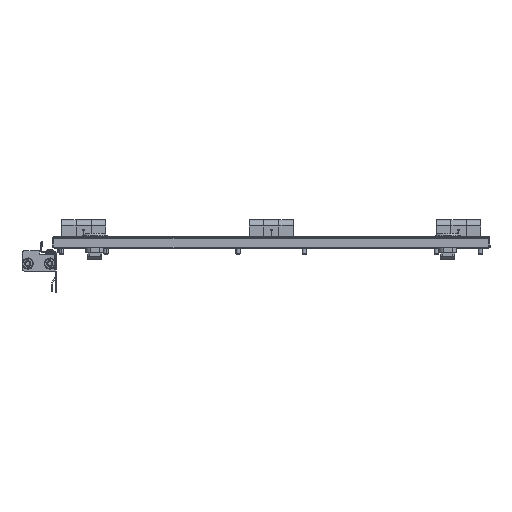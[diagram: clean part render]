
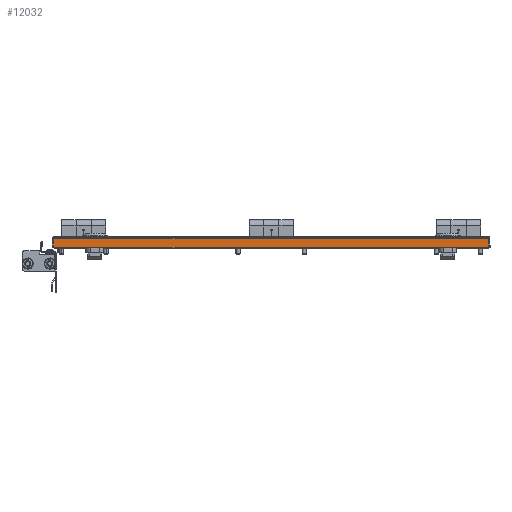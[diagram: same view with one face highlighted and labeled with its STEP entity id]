
A CAD part, left-side view. The second image highlights one B-rep face of the part: STEP entity #12032.
In plain terms, the highlighted planar face has unit normal (-1, 0, 0).
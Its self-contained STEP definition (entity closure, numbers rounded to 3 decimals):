
#193 = VERTEX_POINT ( 'NONE', #24490 ) ;
#343 = DIRECTION ( 'NONE',  ( 1., 0., 0. ) ) ;
#1062 = ORIENTED_EDGE ( 'NONE', *, *, #38853, .T. ) ;
#1283 = DIRECTION ( 'NONE',  ( 0., 0., -1. ) ) ;
#1628 = LINE ( 'NONE', #61640, #10856 ) ;
#3086 = EDGE_CURVE ( 'NONE', #57079, #193, #18994, .T. ) ;
#3338 = CARTESIAN_POINT ( 'NONE',  ( -389.25, 246.528, 0. ) ) ;
#3492 = VERTEX_POINT ( 'NONE', #65810 ) ;
#6453 = PLANE ( 'NONE',  #25404 ) ;
#9196 = FACE_OUTER_BOUND ( 'NONE', #47239, .T. ) ;
#10856 = VECTOR ( 'NONE', #46370, 1000. ) ;
#12032 = ADVANCED_FACE ( 'NONE', ( #9196 ), #6453, .F. ) ;
#17570 = CARTESIAN_POINT ( 'NONE',  ( -389.25, -246.531, -12. ) ) ;
#18994 = LINE ( 'NONE', #55479, #46018 ) ;
#19116 = VERTEX_POINT ( 'NONE', #17570 ) ;
#20162 = ORIENTED_EDGE ( 'NONE', *, *, #49828, .T. ) ;
#24254 = CARTESIAN_POINT ( 'NONE',  ( -389.25, -0.002, -12. ) ) ;
#24490 = CARTESIAN_POINT ( 'NONE',  ( -389.25, -246.531, -2.4 ) ) ;
#25404 = AXIS2_PLACEMENT_3D ( 'NONE', #54199, #343, #1283 ) ;
#25689 = VECTOR ( 'NONE', #67772, 1000. ) ;
#38853 = EDGE_CURVE ( 'NONE', #3492, #19116, #46072, .T. ) ;
#39848 = ORIENTED_EDGE ( 'NONE', *, *, #56303, .F. ) ;
#41842 = VECTOR ( 'NONE', #67011, 1000. ) ;
#42484 = CARTESIAN_POINT ( 'NONE',  ( -389.25, 246.528, -2.4 ) ) ;
#46018 = VECTOR ( 'NONE', #50752, 1000. ) ;
#46072 = LINE ( 'NONE', #24254, #25689 ) ;
#46370 = DIRECTION ( 'NONE',  ( 0., 0., -1. ) ) ;
#47239 = EDGE_LOOP ( 'NONE', ( #39848, #48570, #20162, #1062 ) ) ;
#48570 = ORIENTED_EDGE ( 'NONE', *, *, #3086, .F. ) ;
#49828 = EDGE_CURVE ( 'NONE', #57079, #3492, #57838, .T. ) ;
#50752 = DIRECTION ( 'NONE',  ( 0., -1., 0. ) ) ;
#54199 = CARTESIAN_POINT ( 'NONE',  ( -389.25, -0.002, 0. ) ) ;
#55479 = CARTESIAN_POINT ( 'NONE',  ( -389.25, -248.002, -2.4 ) ) ;
#56303 = EDGE_CURVE ( 'NONE', #193, #19116, #1628, .T. ) ;
#57079 = VERTEX_POINT ( 'NONE', #42484 ) ;
#57838 = LINE ( 'NONE', #3338, #41842 ) ;
#61640 = CARTESIAN_POINT ( 'NONE',  ( -389.25, -246.531, -1.4 ) ) ;
#65810 = CARTESIAN_POINT ( 'NONE',  ( -389.25, 246.528, -12. ) ) ;
#67011 = DIRECTION ( 'NONE',  ( 0., 0., -1. ) ) ;
#67772 = DIRECTION ( 'NONE',  ( 0., -1., 0. ) ) ;
